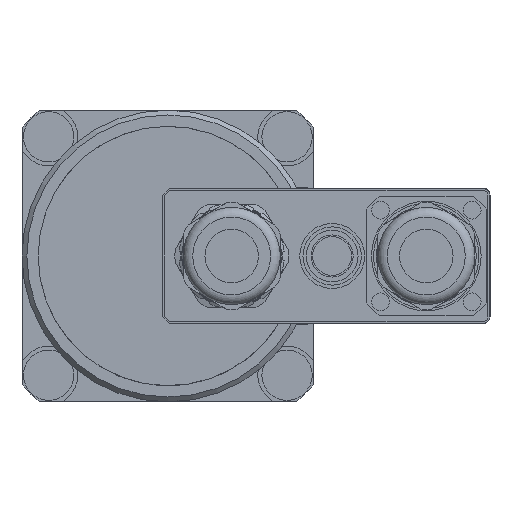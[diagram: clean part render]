
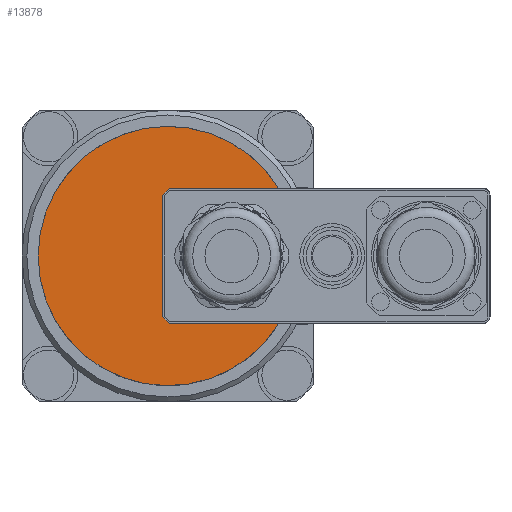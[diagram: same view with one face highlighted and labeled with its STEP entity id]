
A CAD part, left-side view. The second image highlights one B-rep face of the part: STEP entity #13878.
In plain terms, the highlighted face is planar.
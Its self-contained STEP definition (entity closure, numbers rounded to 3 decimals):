
#12735=CARTESIAN_POINT('',(-0.43,-20.75,0.0));
#12736=VERTEX_POINT('',#12735);
#12743=CARTESIAN_POINT('',(-34.197,-20.75,0.0));
#12744=VERTEX_POINT('',#12743);
#12745=CARTESIAN_POINT('',(-34.197,-20.75,0.0));
#12746=DIRECTION('',(1.0,0.0,0.0));
#12747=VECTOR('',#12746,33.767);
#12748=LINE('',#12745,#12747);
#12749=EDGE_CURVE('',#12744,#12736,#12748,.T.);
#12775=CARTESIAN_POINT('',(1.57,-18.75,0.0));
#12776=VERTEX_POINT('',#12775);
#12783=CARTESIAN_POINT('',(-0.43,-20.75,0.0));
#12784=DIRECTION('',(0.707,0.707,0.0));
#12785=VECTOR('',#12784,2.828);
#12786=LINE('',#12783,#12785);
#12787=EDGE_CURVE('',#12736,#12776,#12786,.T.);
#12806=CARTESIAN_POINT('',(1.57,18.75,0.0));
#12807=VERTEX_POINT('',#12806);
#12814=CARTESIAN_POINT('',(1.57,-18.75,0.0));
#12815=DIRECTION('',(0.0,1.0,0.0));
#12816=VECTOR('',#12815,37.5);
#12817=LINE('',#12814,#12816);
#12818=EDGE_CURVE('',#12776,#12807,#12817,.T.);
#12837=CARTESIAN_POINT('',(-0.43,20.75,0.0));
#12838=VERTEX_POINT('',#12837);
#12845=CARTESIAN_POINT('',(1.57,18.75,0.0));
#12846=DIRECTION('',(-0.707,0.707,0.0));
#12847=VECTOR('',#12846,2.828);
#12848=LINE('',#12845,#12847);
#12849=EDGE_CURVE('',#12807,#12838,#12848,.T.);
#12921=CARTESIAN_POINT('',(-34.197,20.75,0.0));
#12922=VERTEX_POINT('',#12921);
#12929=CARTESIAN_POINT('',(-0.43,20.75,0.0));
#12930=DIRECTION('',(-1.0,0.0,0.0));
#12931=VECTOR('',#12930,33.767);
#12932=LINE('',#12929,#12931);
#12933=EDGE_CURVE('',#12838,#12922,#12932,.T.);
#13842=CARTESIAN_POINT('',(0.0,0.0,0.0));
#13843=DIRECTION('',(0.0,0.0,-1.0));
#13844=DIRECTION('',(-1.0,0.0,0.0));
#13845=AXIS2_PLACEMENT_3D('',#13842,#13843,#13844);
#13846=CIRCLE('',#13845,40.0);
#13847=EDGE_CURVE('',#12922,#12744,#13846,.T.);
#13865=CARTESIAN_POINT('',(0.0,0.0,0.0));
#13866=DIRECTION('',(0.0,0.0,-1.0));
#13867=DIRECTION('',(-1.0,0.0,0.0));
#13868=AXIS2_PLACEMENT_3D('',#13865,#13866,#13867);
#13869=PLANE('',#13868);
#13870=ORIENTED_EDGE('',*,*,#12933,.T.);
#13871=ORIENTED_EDGE('',*,*,#13847,.T.);
#13872=ORIENTED_EDGE('',*,*,#12749,.T.);
#13873=ORIENTED_EDGE('',*,*,#12787,.T.);
#13874=ORIENTED_EDGE('',*,*,#12818,.T.);
#13875=ORIENTED_EDGE('',*,*,#12849,.T.);
#13876=EDGE_LOOP('',(#13870,#13871,#13872,#13873,#13874,#13875));
#13877=FACE_OUTER_BOUND('',#13876,.T.);
#13878=ADVANCED_FACE('',(#13877),#13869,.T.);
